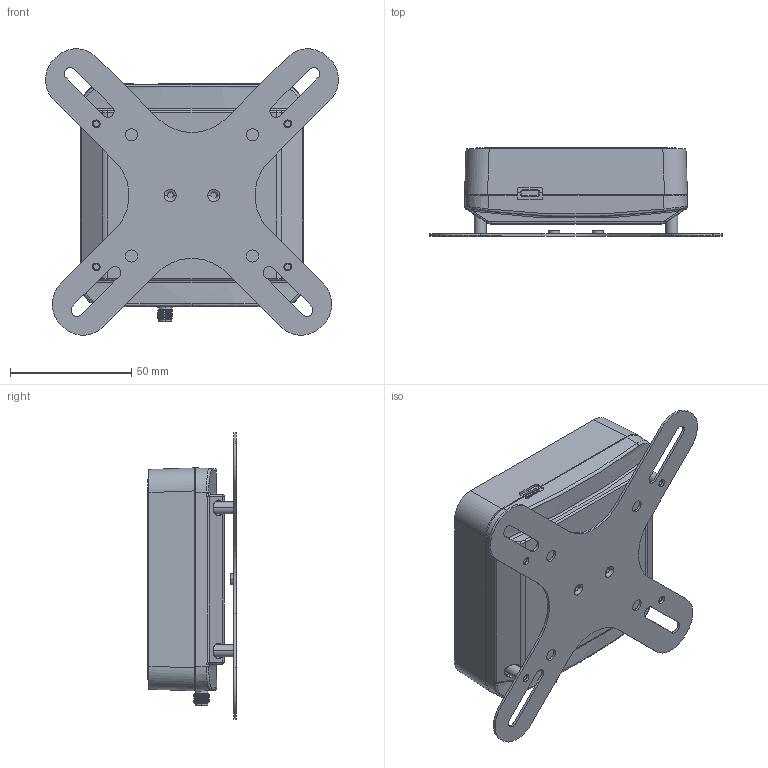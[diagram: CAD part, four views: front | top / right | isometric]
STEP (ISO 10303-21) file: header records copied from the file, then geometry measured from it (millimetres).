
FILE_DESCRIPTION((''),'2;1');
FILE_NAME('LORANODE_20181113-A_ASM','2019-02-19T',('EmmaHsu'),(''),'PRO/ENGINEER BY PARAMETRIC TECHNOLOGY CORPORATION, 2016010','PRO/ENGINEER BY PARAMETRIC TECHNOLOGY CORPORATION, 2016010','');
FILE_SCHEMA(('AUTOMOTIVE_DESIGN { 1 0 10303 214 1 1 1 1 }'));
Products named in the file (56): GUSCIO_SUPERIORE_2_13_17_3_1_13; GUSCIO_INFERIORE_1_2_2_2_1_1_1; COPERCHIO_LOGO_1_12_8_2_1_6_1; 00_LORANODE_1001_ASM_3_ASM_4_AS_ASM; PUSH-PUSH_SWITCH_1_1_2_2_2_2_1_; 00_LORANODE_1001_ASM-107-11-01__ASM; PRT0035_1_2_1_1_1; PRT0036_1_2_1_1_1; PRT0038_1_2_1_1_1; PRT0039_1_2_1_1_1; PRT0040_1_2_1_1_1; PRT0041_1_2_1_1_1; PRT0042_1_2_1_1_1; PRT0043_1_2_1_1_1; PRT0044_1_2_1_1_1; PRT0045_1_2_1_1_1; PRT0046_1_2_1_1_1; PRT0047_1_2_1_1_1; PRT0048_1_2_1_1_1; PRT0049_1_2_1_1_1; PRT0050_1_2_1_1_1; PRT0051_1_2_1_1_1; PRT0052_1_2_1_1_1; PRT0053_1_2_1_1_1; PRT0054_1_2_1_1_1; PRT0055_1_2_1_1_1; PRT0056_1_2_1_1_1; PRT0057_1_2_1_1_1; PRT0058_1_2_1_1_1; PRT0059_1_2_1_1_1; PRT0060_1_2_1_1_1; PRT0061_1_2_1_1_1; PRT0062_1_2_1_1_1; PRT0063_1_2_1_1_1; PRT0064_1_2_1_1_1; PRT0065_1_2_1_1_1; PRT0066_1_2_1_1_1; PRT0067_1_2_1_1_1; PRT0068_1_2_1_1_1; ASM0007_ASM_1_ASM_2_ASM_1_ASM_1_ASM ...
Assembly tree (165 placements, depth 9):
  LORANODE_20181113-A_ASM
    LORANODE_20181113_ASM_ASM_2_ASM
      LORANODE_20181112_ASM_11_ASM_1_ASM
        LORANODE_20181107UPDATE_ASM_1_A_ASM
          ASM0009_ASM_34_ASM_3_ASM_1_ASM__ASM
            00_LORANODE_1001_ASM-107-11-01__ASM
              00_LORANODE_1001_ASM_3_ASM_4_AS_ASM
                GUSCIO_SUPERIORE_2_13_17_3_1_13
                GUSCIO_INFERIORE_1_2_2_2_1_1_1
                COPERCHIO_LOGO_1_12_8_2_1_6_1
              PUSH-PUSH_SWITCH_1_1_2_2_2_2_1_
            ASM0005_ASM_4_ASM_2_ASM_1_ASM_1_ASM
              ASM0006_ASM_1_ASM_2_ASM_1_ASM_1_ASM
                PRT0035_1_2_1_1_1
                ASM0007_ASM_1_ASM_2_ASM_1_ASM_1_ASM
                  PRT0036_1_2_1_1_1  x3
                  PRT0038_1_2_1_1_1
                  PRT0039_1_2_1_1_1  x2
                  PRT0040_1_2_1_1_1
                  PRT0041_1_2_1_1_1  x2
                  PRT0042_1_2_1_1_1
                  PRT0043_1_2_1_1_1  x3
                  PRT0044_1_2_1_1_1  x2
                  PRT0045_1_2_1_1_1  x16
                  PRT0046_1_2_1_1_1
                  PRT0047_1_2_1_1_1
                  PRT0048_1_2_1_1_1  x4
                  PRT0049_1_2_1_1_1
                  PRT0050_1_2_1_1_1  x34
                  PRT0051_1_2_1_1_1
                  PRT0052_1_2_1_1_1  x3
                  PRT0053_1_2_1_1_1  x12
                  PRT0054_1_2_1_1_1  x23
                  PRT0055_1_2_1_1_1  x5
                  PRT0056_1_2_1_1_1
                  PRT0057_1_2_1_1_1
                  PRT0058_1_2_1_1_1  x4
                  PRT0059_1_2_1_1_1
                  PRT0060_1_2_1_1_1  x2
                  PRT0061_1_2_1_1_1
                  PRT0062_1_2_1_1_1
                  PRT0063_1_2_1_1_1
                  PRT0064_1_2_1_1_1
                  PRT0065_1_2_1_1_1
                  PRT0066_1_2_1_1_1
                  PRT0067_1_2_1_1_1
                  PRT0068_1_2_1_1_1
              TOP_2_2_1_1_1
              SMA-A3480010300_3_1_2_1_1_1
              MANIFOLD_SOLID_BREP_32340_1_2_1
            LEM-87_3_2_1_1_1  x4
        CNX_RUBBER_3_1  x4
    LORANODE_WALLMOUNT-107-11-28_AS_ASM
      ASM0001_ASM
        PRT0001
        STADOFF_2  x4
Bounding box: 120.78 x 36.5 x 117.99 mm (x, y, z)
Volume: 94345 mm3; surface area: 96647.9 mm2
Topology: 152 solids, 160 shells, 2114 faces, 5326 edges, 3538 vertices
Faces by surface type: plane 1488, cylinder 467, cone 85, bspline 41, torus 20, sphere 13
Entity records: 65848 total; most frequent: CARTESIAN_POINT 16783, DIRECTION 9291, ORIENTED_EDGE 7838, EDGE_CURVE 3921, AXIS2_PLACEMENT_3D 3283, VERTEX_POINT 2599, VECTOR 2557, LINE 2557
